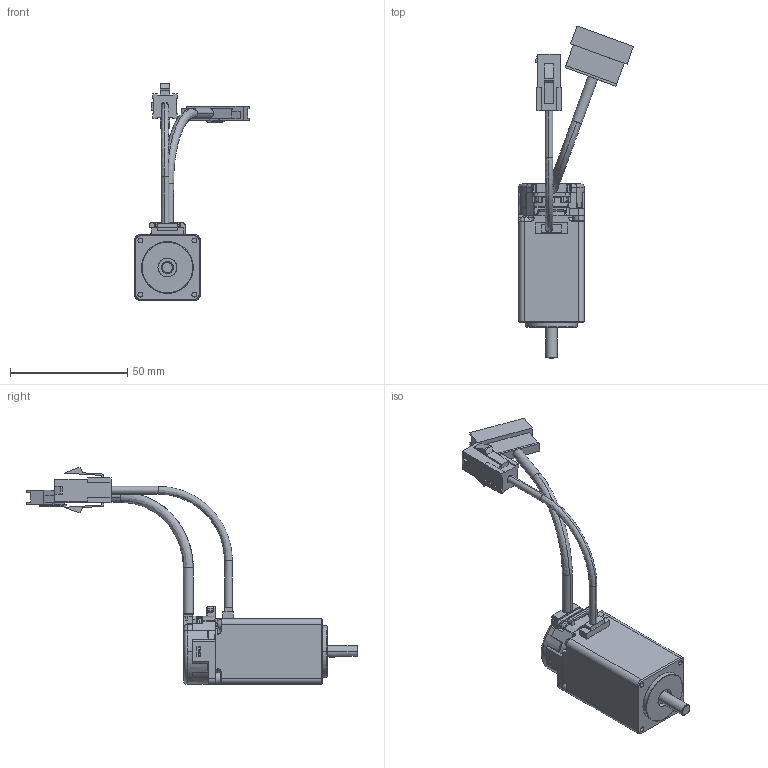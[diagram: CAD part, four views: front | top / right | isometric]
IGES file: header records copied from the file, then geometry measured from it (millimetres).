
Start section: SolidWorks IGES file using analytic representation for surfaces
Global section: file name: EzM-28M-assembly.IGS,15; native system: HSolidWorks 2007; preprocessor: SolidWorks 2007; author: 炼厘泅,,1; organization: 1; date: 100115.183015; units: millimetre
Bounding box: 48.95 x 141.2 x 92.3 mm (x, y, z)
Surface area: 23758.2 mm2 (no closed solid volume)
Topology: 0 solids, 0 shells, 3947 faces, 26564 edges, 26558 vertices
Faces by surface type: bspline 3359, revolution 588
